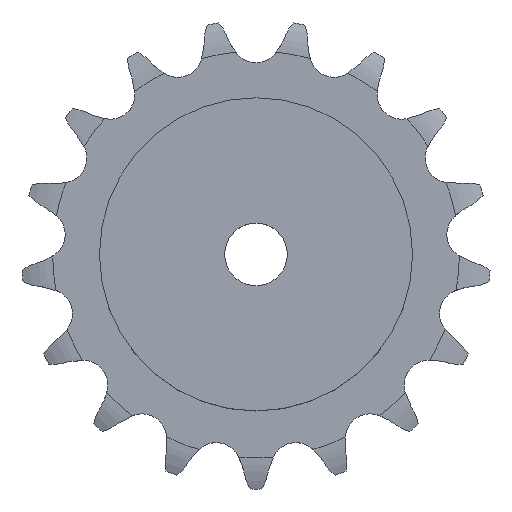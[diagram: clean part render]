
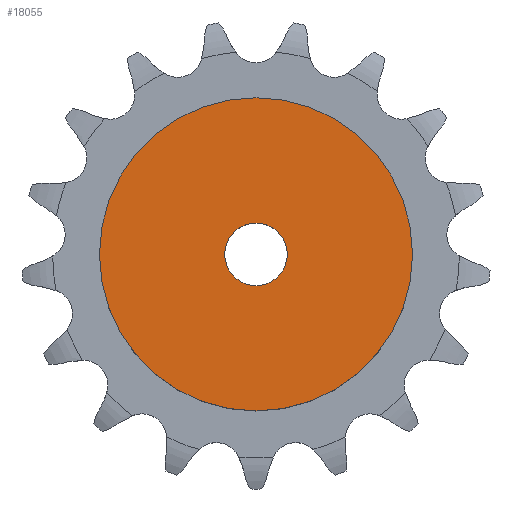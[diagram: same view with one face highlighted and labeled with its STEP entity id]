
A CAD part, top view. The second image highlights one B-rep face of the part: STEP entity #18055.
In plain terms, the highlighted planar face has unit normal (0, 0, 1).
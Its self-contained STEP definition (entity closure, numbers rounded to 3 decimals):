
#3469 = CYLINDRICAL_SURFACE('',#3470,25.);
#3470 = AXIS2_PLACEMENT_3D('',#3471,#3472,#3473);
#3471 = CARTESIAN_POINT('',(0.,0.,0.));
#3472 = DIRECTION('',(-0.,-0.,-1.));
#3473 = DIRECTION('',(1.,0.,0.));
#13590 = VERTEX_POINT('',#13591);
#13591 = CARTESIAN_POINT('',(25.,0.,18.));
#13612 = EDGE_CURVE('',#13590,#13590,#13613,.T.);
#13613 = SURFACE_CURVE('',#13614,(#13619,#13626),.PCURVE_S1.);
#13614 = CIRCLE('',#13615,25.);
#13615 = AXIS2_PLACEMENT_3D('',#13616,#13617,#13618);
#13616 = CARTESIAN_POINT('',(0.,0.,18.));
#13617 = DIRECTION('',(0.,0.,1.));
#13618 = DIRECTION('',(1.,0.,0.));
#13619 = PCURVE('',#3469,#13620);
#13620 = DEFINITIONAL_REPRESENTATION('',(#13621),#13625);
#13621 = LINE('',#13622,#13623);
#13622 = CARTESIAN_POINT('',(-0.,-18.));
#13623 = VECTOR('',#13624,1.);
#13624 = DIRECTION('',(-1.,0.));
#13625 = ( GEOMETRIC_REPRESENTATION_CONTEXT(2) 
PARAMETRIC_REPRESENTATION_CONTEXT() REPRESENTATION_CONTEXT('2D SPACE',''
  ) );
#13626 = PCURVE('',#13627,#13632);
#13627 = PLANE('',#13628);
#13628 = AXIS2_PLACEMENT_3D('',#13629,#13630,#13631);
#13629 = CARTESIAN_POINT('',(0.,0.,18.)
  );
#13630 = DIRECTION('',(0.,0.,1.));
#13631 = DIRECTION('',(1.,0.,0.));
#13632 = DEFINITIONAL_REPRESENTATION('',(#13633),#13637);
#13633 = CIRCLE('',#13634,25.);
#13634 = AXIS2_PLACEMENT_2D('',#13635,#13636);
#13635 = CARTESIAN_POINT('',(0.,0.));
#13636 = DIRECTION('',(1.,0.));
#13637 = ( GEOMETRIC_REPRESENTATION_CONTEXT(2) 
PARAMETRIC_REPRESENTATION_CONTEXT() REPRESENTATION_CONTEXT('2D SPACE',''
  ) );
#16204 = CYLINDRICAL_SURFACE('',#16205,5.);
#16205 = AXIS2_PLACEMENT_3D('',#16206,#16207,#16208);
#16206 = CARTESIAN_POINT('',(0.,0.,120.856));
#16207 = DIRECTION('',(0.,0.,1.));
#16208 = DIRECTION('',(1.,0.,0.));
#18055 = ADVANCED_FACE('',(#18056,#18059),#13627,.T.);
#18056 = FACE_BOUND('',#18057,.T.);
#18057 = EDGE_LOOP('',(#18058));
#18058 = ORIENTED_EDGE('',*,*,#13612,.T.);
#18059 = FACE_BOUND('',#18060,.T.);
#18060 = EDGE_LOOP('',(#18061));
#18061 = ORIENTED_EDGE('',*,*,#18062,.F.);
#18062 = EDGE_CURVE('',#18063,#18063,#18065,.T.);
#18063 = VERTEX_POINT('',#18064);
#18064 = CARTESIAN_POINT('',(5.,0.,18.));
#18065 = SURFACE_CURVE('',#18066,(#18071,#18078),.PCURVE_S1.);
#18066 = CIRCLE('',#18067,5.);
#18067 = AXIS2_PLACEMENT_3D('',#18068,#18069,#18070);
#18068 = CARTESIAN_POINT('',(0.,0.,18.));
#18069 = DIRECTION('',(0.,0.,1.));
#18070 = DIRECTION('',(1.,0.,0.));
#18071 = PCURVE('',#13627,#18072);
#18072 = DEFINITIONAL_REPRESENTATION('',(#18073),#18077);
#18073 = CIRCLE('',#18074,5.);
#18074 = AXIS2_PLACEMENT_2D('',#18075,#18076);
#18075 = CARTESIAN_POINT('',(0.,0.));
#18076 = DIRECTION('',(1.,0.));
#18077 = ( GEOMETRIC_REPRESENTATION_CONTEXT(2) 
PARAMETRIC_REPRESENTATION_CONTEXT() REPRESENTATION_CONTEXT('2D SPACE',''
  ) );
#18078 = PCURVE('',#16204,#18079);
#18079 = DEFINITIONAL_REPRESENTATION('',(#18080),#18084);
#18080 = LINE('',#18081,#18082);
#18081 = CARTESIAN_POINT('',(0.,-102.856));
#18082 = VECTOR('',#18083,1.);
#18083 = DIRECTION('',(1.,0.));
#18084 = ( GEOMETRIC_REPRESENTATION_CONTEXT(2) 
PARAMETRIC_REPRESENTATION_CONTEXT() REPRESENTATION_CONTEXT('2D SPACE',''
  ) );
